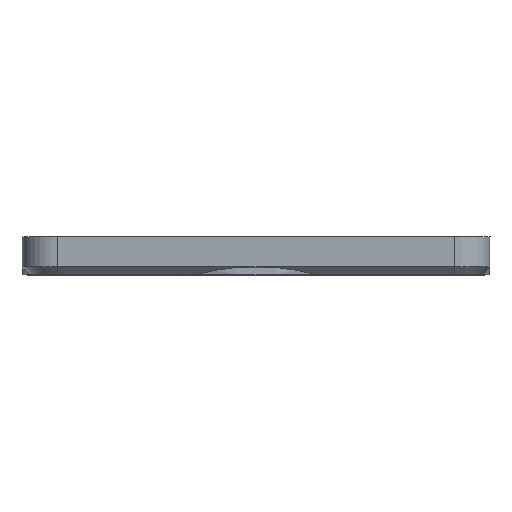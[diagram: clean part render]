
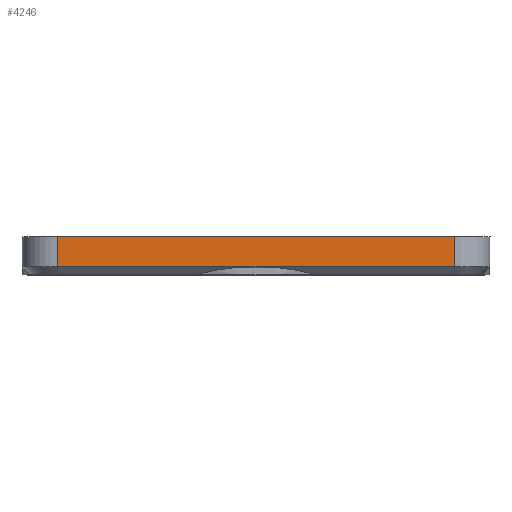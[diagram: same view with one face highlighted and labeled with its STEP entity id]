
A CAD part, top view. The second image highlights one B-rep face of the part: STEP entity #4246.
In plain terms, the highlighted planar face has unit normal (0, 0, 1).
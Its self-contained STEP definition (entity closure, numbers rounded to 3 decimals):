
#514=FACE_OUTER_BOUND('',#768,.T.);
#768=EDGE_LOOP('',(#3475,#3476,#3477,#3478,#3479));
#970=LINE('',#6448,#1379);
#1024=LINE('',#6636,#1433);
#1025=LINE('',#6639,#1434);
#1143=LINE('',#7046,#1552);
#1144=LINE('',#7048,#1553);
#1379=VECTOR('',#5115,10.);
#1433=VECTOR('',#5303,6.602);
#1434=VECTOR('',#5306,6.602);
#1552=VECTOR('',#5722,6.602);
#1553=VECTOR('',#5725,6.602);
#1779=VERTEX_POINT('',#6445);
#1780=VERTEX_POINT('',#6447);
#1838=VERTEX_POINT('',#6608);
#1845=VERTEX_POINT('',#6627);
#1848=VERTEX_POINT('',#6638);
#2225=EDGE_CURVE('',#1780,#1779,#970,.T.);
#2319=EDGE_CURVE('',#1845,#1838,#1024,.T.);
#2320=EDGE_CURVE('',#1838,#1848,#1025,.T.);
#2524=EDGE_CURVE('',#1780,#1845,#1143,.T.);
#2525=EDGE_CURVE('',#1779,#1848,#1144,.T.);
#3475=ORIENTED_EDGE('',*,*,#2225,.T.);
#3476=ORIENTED_EDGE('',*,*,#2525,.T.);
#3477=ORIENTED_EDGE('',*,*,#2320,.F.);
#3478=ORIENTED_EDGE('',*,*,#2319,.F.);
#3479=ORIENTED_EDGE('',*,*,#2524,.F.);
#4060=PLANE('',#4668);
#4246=ADVANCED_FACE('',(#514),#4060,.T.);
#4668=AXIS2_PLACEMENT_3D('',#7047,#5723,#5724);
#5115=DIRECTION('',(0.,-1.,0.));
#5303=DIRECTION('',(0.,-1.,0.));
#5306=DIRECTION('',(0.,-1.,0.));
#5722=DIRECTION('',(1.,0.,0.));
#5723=DIRECTION('center_axis',(0.,0.,
1.));
#5724=DIRECTION('ref_axis',(0.,-1.,0.));
#5725=DIRECTION('',(1.,0.,0.));
#6445=CARTESIAN_POINT('',(266.88,417.746,-173.692));
#6447=CARTESIAN_POINT('',(266.88,451.416,-173.692));
#6448=CARTESIAN_POINT('',(266.88,442.998,-173.692));
#6608=CARTESIAN_POINT('',(269.424,434.581,-173.692));
#6627=CARTESIAN_POINT('',(269.424,451.416,-173.692));
#6636=CARTESIAN_POINT('',(269.424,449.831,-173.692));
#6638=CARTESIAN_POINT('',(269.424,417.746,-173.692));
#6639=CARTESIAN_POINT('',(269.424,449.831,-173.692));
#7046=CARTESIAN_POINT('',(268.763,451.416,-173.692));
#7047=CARTESIAN_POINT('Origin',(268.763,451.416,-173.692));
#7048=CARTESIAN_POINT('',(268.763,417.746,-173.692));
